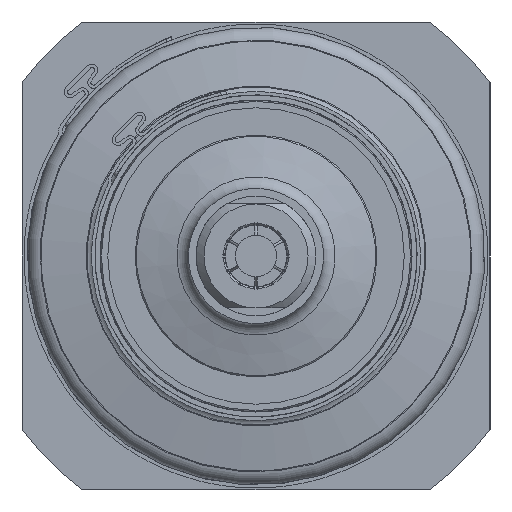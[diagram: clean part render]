
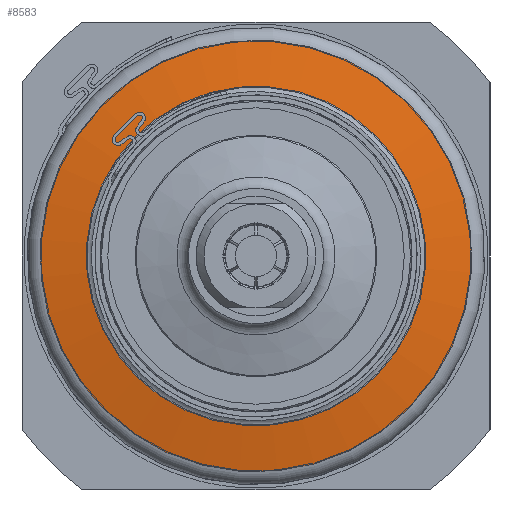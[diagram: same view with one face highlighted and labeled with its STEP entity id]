
A CAD part, left-side view. The second image highlights one B-rep face of the part: STEP entity #8583.
In plain terms, the highlighted conical face has half-angle 80 degrees and reference radius 37.087 mm.
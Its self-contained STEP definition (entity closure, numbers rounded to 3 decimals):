
#1028=CONICAL_SURFACE('',#9583,37.087,80.);
#1457=FACE_BOUND('',#2545,.T.);
#1852=FACE_OUTER_BOUND('',#2544,.T.);
#2544=EDGE_LOOP('',(#6837));
#2545=EDGE_LOOP('',(#6838));
#3146=CIRCLE('',#9582,32.653);
#3147=CIRCLE('',#9584,41.521);
#3857=VERTEX_POINT('',#14623);
#3858=VERTEX_POINT('',#14626);
#4887=EDGE_CURVE('',#3857,#3857,#3146,.T.);
#4888=EDGE_CURVE('',#3858,#3858,#3147,.T.);
#6837=ORIENTED_EDGE('',*,*,#4887,.T.);
#6838=ORIENTED_EDGE('',*,*,#4888,.F.);
#8583=ADVANCED_FACE('',(#1852,#1457),#1028,.T.);
#9582=AXIS2_PLACEMENT_3D('',#14624,#11766,#11767);
#9583=AXIS2_PLACEMENT_3D('',#14625,#11768,#11769);
#9584=AXIS2_PLACEMENT_3D('',#14627,#11770,#11771);
#11766=DIRECTION('center_axis',(1.,0.,0.));
#11767=DIRECTION('ref_axis',(0.,-0.969,-0.248));
#11768=DIRECTION('center_axis',(1.,0.,0.));
#11769=DIRECTION('ref_axis',(0.,0.248,-0.969));
#11770=DIRECTION('center_axis',(1.,0.,0.));
#11771=DIRECTION('ref_axis',(0.,-0.969,-0.248));
#14623=CARTESIAN_POINT('',(-54.494,8.089,-31.635));
#14624=CARTESIAN_POINT('Origin',(-54.494,0.,
0.));
#14625=CARTESIAN_POINT('Origin',(-53.712,0.,
0.));
#14626=CARTESIAN_POINT('',(-52.93,10.287,-40.227));
#14627=CARTESIAN_POINT('Origin',(-52.93,0.,
0.));
